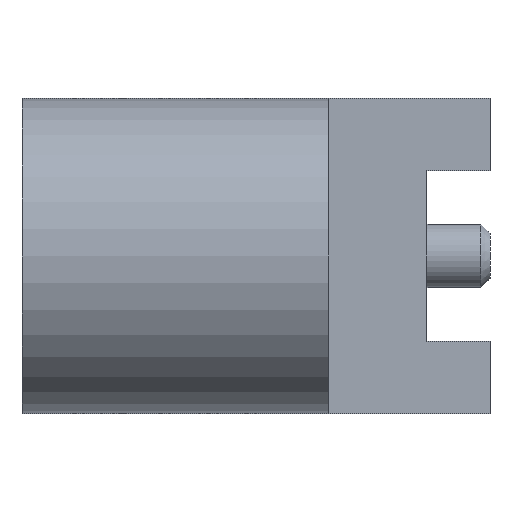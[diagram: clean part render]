
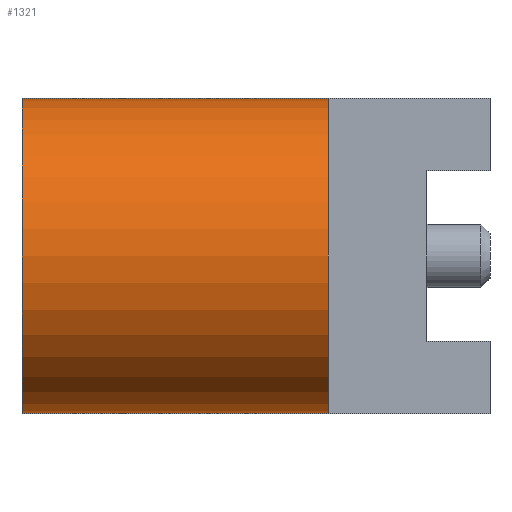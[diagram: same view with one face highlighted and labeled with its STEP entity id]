
A CAD part, front view. The second image highlights one B-rep face of the part: STEP entity #1321.
In plain terms, the highlighted cylindrical face has radius 1.75 mm (diameter 3.5 mm), a partial arc.
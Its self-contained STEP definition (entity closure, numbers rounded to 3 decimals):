
#8 = ORIENTED_EDGE ( 'NONE', *, *, #1042, .F. ) ;
#27 = EDGE_LOOP ( 'NONE', ( #183, #1174, #1465, #8, #297 ) ) ;
#35 = VERTEX_POINT ( 'NONE', #979 ) ;
#63 = DIRECTION ( 'NONE',  ( 0., 0., -1. ) ) ;
#89 = CARTESIAN_POINT ( 'NONE',  ( 0., 0., 1.75 ) ) ;
#111 = EDGE_CURVE ( 'NONE', #1499, #1122, #138, .T. ) ;
#138 = LINE ( 'NONE', #140, #1051 ) ;
#140 = CARTESIAN_POINT ( 'NONE',  ( 6.45, 0., -1.75 ) ) ;
#173 = CARTESIAN_POINT ( 'NONE',  ( 6.45, 0., 1.75 ) ) ;
#183 = ORIENTED_EDGE ( 'NONE', *, *, #1205, .F. ) ;
#250 = CARTESIAN_POINT ( 'NONE',  ( 3.4, 0., 0. ) ) ;
#297 = ORIENTED_EDGE ( 'NONE', *, *, #1457, .F. ) ;
#326 = VERTEX_POINT ( 'NONE', #89 ) ;
#367 = DIRECTION ( 'NONE',  ( 0., 0., -1. ) ) ;
#385 = CYLINDRICAL_SURFACE ( 'NONE', #1557, 1.75 ) ;
#422 = DIRECTION ( 'NONE',  ( 1., 0., 0. ) ) ;
#428 = CARTESIAN_POINT ( 'NONE',  ( 0., 0., -1.75 ) ) ;
#546 = EDGE_CURVE ( 'NONE', #326, #1499, #1361, .T. ) ;
#596 = VECTOR ( 'NONE', #885, 1000. ) ;
#663 = CARTESIAN_POINT ( 'NONE',  ( 6.45, 0., 0. ) ) ;
#734 = AXIS2_PLACEMENT_3D ( 'NONE', #1498, #884, #63 ) ;
#881 = VERTEX_POINT ( 'NONE', #1459 ) ;
#884 = DIRECTION ( 'NONE',  ( 1., 0., 0. ) ) ;
#885 = DIRECTION ( 'NONE',  ( 1., 0., 0. ) ) ;
#893 = LINE ( 'NONE', #173, #596 ) ;
#979 = CARTESIAN_POINT ( 'NONE',  ( 3.4, 0., 1.75 ) ) ;
#983 = CARTESIAN_POINT ( 'NONE',  ( 3.4, 0., -1.75 ) ) ;
#1042 = EDGE_CURVE ( 'NONE', #881, #1122, #1238, .T. ) ;
#1051 = VECTOR ( 'NONE', #1217, 1000. ) ;
#1056 = AXIS2_PLACEMENT_3D ( 'NONE', #1148, #422, #1273 ) ;
#1089 = DIRECTION ( 'NONE',  ( 1., 0., 0. ) ) ;
#1122 = VERTEX_POINT ( 'NONE', #983 ) ;
#1148 = CARTESIAN_POINT ( 'NONE',  ( 3.4, 0., 0. ) ) ;
#1156 = DIRECTION ( 'NONE',  ( 0., 0., -1. ) ) ;
#1174 = ORIENTED_EDGE ( 'NONE', *, *, #546, .T. ) ;
#1205 = EDGE_CURVE ( 'NONE', #326, #35, #893, .T. ) ;
#1217 = DIRECTION ( 'NONE',  ( 1., 0., 0. ) ) ;
#1238 = CIRCLE ( 'NONE', #1551, 1.75 ) ;
#1273 = DIRECTION ( 'NONE',  ( 0., 0., -1. ) ) ;
#1321 = ADVANCED_FACE ( 'NONE', ( #1354 ), #385, .T. ) ;
#1354 = FACE_OUTER_BOUND ( 'NONE', #27, .T. ) ;
#1361 = CIRCLE ( 'NONE', #734, 1.75 ) ;
#1407 = DIRECTION ( 'NONE',  ( 1., 0., 0. ) ) ;
#1457 = EDGE_CURVE ( 'NONE', #35, #881, #1490, .T. ) ;
#1459 = CARTESIAN_POINT ( 'NONE',  ( 3.4, -1.75, 0. ) ) ;
#1465 = ORIENTED_EDGE ( 'NONE', *, *, #111, .T. ) ;
#1490 = CIRCLE ( 'NONE', #1056, 1.75 ) ;
#1498 = CARTESIAN_POINT ( 'NONE',  ( 0., 0., 0. ) ) ;
#1499 = VERTEX_POINT ( 'NONE', #428 ) ;
#1551 = AXIS2_PLACEMENT_3D ( 'NONE', #250, #1089, #367 ) ;
#1557 = AXIS2_PLACEMENT_3D ( 'NONE', #663, #1407, #1156 ) ;
